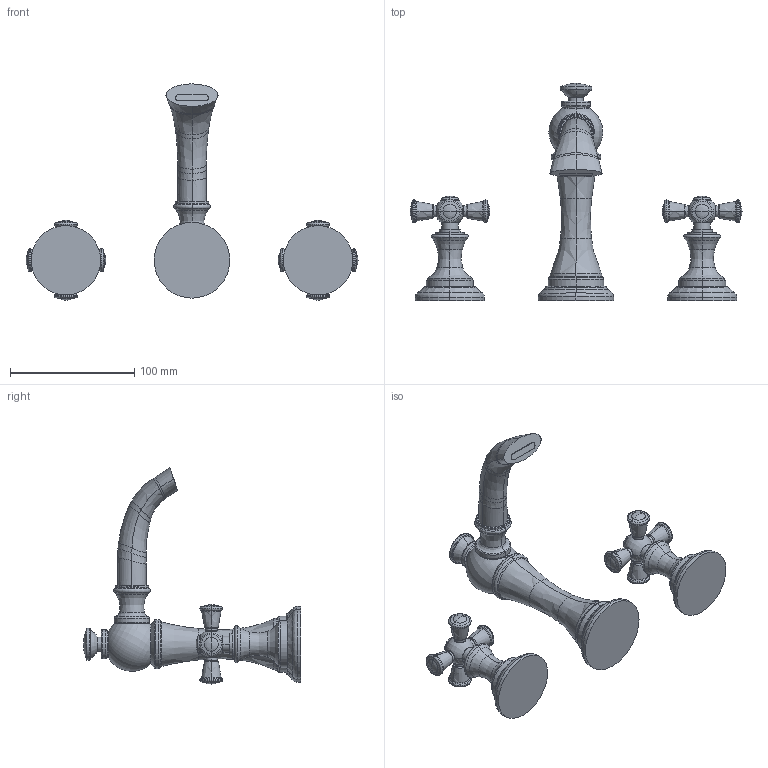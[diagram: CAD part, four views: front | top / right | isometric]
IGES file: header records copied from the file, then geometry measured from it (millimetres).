
Start section:  PTC IGES file: 2440.igs
Global section: file name: 2440.igs; native system: Creo Parametric by PTC Inc.; preprocessor: 2018400; author: jinson.thomas; organization: Unknown; date: 20201127.111644; units: inch
Bounding box: 267.41 x 174.93 x 174.16 mm (x, y, z)
Volume: 346367.5 mm3; surface area: 66553.1 mm2
Topology: 3 solids, 7 shells, 405 faces, 874 edges, 485 vertices
Faces by surface type: revolution 332, bspline 73
